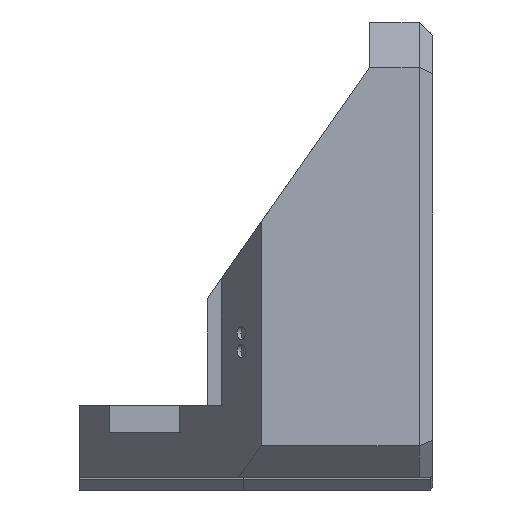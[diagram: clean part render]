
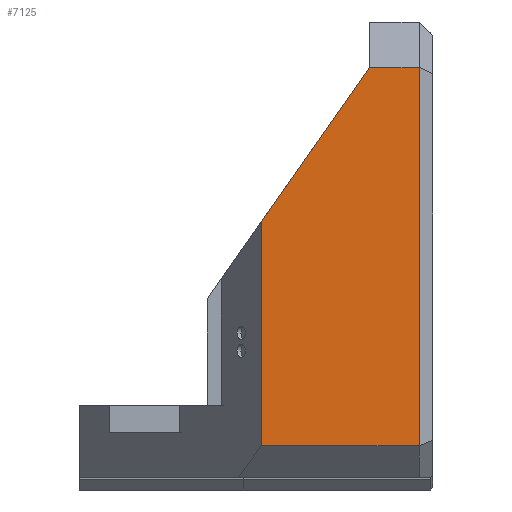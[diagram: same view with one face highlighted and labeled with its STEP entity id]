
A CAD part, left-side view. The second image highlights one B-rep face of the part: STEP entity #7125.
In plain terms, the highlighted planar face has unit normal (-1, 0, 0).
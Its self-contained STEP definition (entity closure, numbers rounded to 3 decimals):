
#557=FACE_OUTER_BOUND('',#991,.T.);
#991=EDGE_LOOP('',(#6011,#6012,#6013,#6014,#6015));
#1811=LINE('',#11360,#2693);
#1816=LINE('',#11370,#2698);
#1817=LINE('',#11372,#2699);
#1818=LINE('',#11374,#2700);
#1819=LINE('',#11375,#2701);
#2693=VECTOR('',#9305,10.);
#2698=VECTOR('',#9316,10.);
#2699=VECTOR('',#9317,10.);
#2700=VECTOR('',#9318,10.);
#2701=VECTOR('',#9319,10.);
#3314=VERTEX_POINT('',#11151);
#3377=VERTEX_POINT('',#11305);
#3396=VERTEX_POINT('',#11358);
#3399=VERTEX_POINT('',#11371);
#3400=VERTEX_POINT('',#11373);
#4297=EDGE_CURVE('',#3396,#3377,#1811,.T.);
#4302=EDGE_CURVE('',#3314,#3396,#1816,.T.);
#4303=EDGE_CURVE('',#3314,#3399,#1817,.T.);
#4304=EDGE_CURVE('',#3399,#3400,#1818,.T.);
#4305=EDGE_CURVE('',#3377,#3400,#1819,.T.);
#6011=ORIENTED_EDGE('',*,*,#4297,.F.);
#6012=ORIENTED_EDGE('',*,*,#4302,.F.);
#6013=ORIENTED_EDGE('',*,*,#4303,.T.);
#6014=ORIENTED_EDGE('',*,*,#4304,.T.);
#6015=ORIENTED_EDGE('',*,*,#4305,.F.);
#6731=PLANE('',#7667);
#7125=ADVANCED_FACE('',(#557),#6731,.T.);
#7667=AXIS2_PLACEMENT_3D('',#11369,#9314,#9315);
#9305=DIRECTION('',(0.,0.,-1.));
#9314=DIRECTION('center_axis',(-1.,0.,0.));
#9315=DIRECTION('ref_axis',(0.,-1.,0.));
#9316=DIRECTION('',(0.,-1.,0.));
#9317=DIRECTION('',(0.,0.574,-0.819));
#9318=DIRECTION('',(0.,0.,-1.));
#9319=DIRECTION('',(0.,1.,0.));
#11151=CARTESIAN_POINT('',(-26.25,7.,45.5));
#11305=CARTESIAN_POINT('',(-26.25,1.5,3.5));
#11358=CARTESIAN_POINT('',(-26.25,1.5,45.5));
#11360=CARTESIAN_POINT('',(-26.25,1.5,0.));
#11369=CARTESIAN_POINT('Origin',(-26.25,39.2,0.));
#11370=CARTESIAN_POINT('',(-26.25,29.4,45.5));
#11371=CARTESIAN_POINT('',(-26.25,19.,28.362));
#11372=CARTESIAN_POINT('',(-26.25,31.986,9.817));
#11373=CARTESIAN_POINT('',(-26.25,19.,3.5));
#11374=CARTESIAN_POINT('',(-26.25,19.,4.));
#11375=CARTESIAN_POINT('',(-26.25,29.4,3.5));
